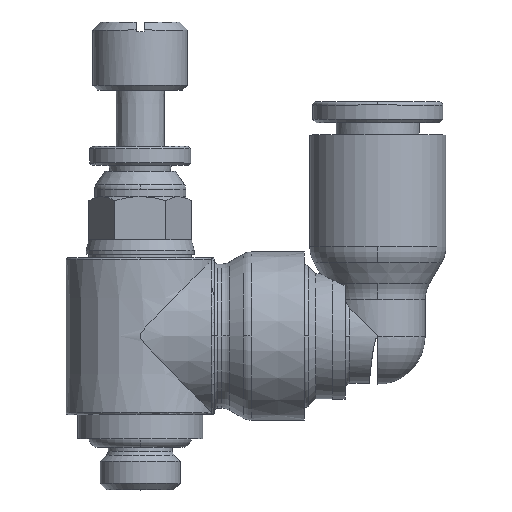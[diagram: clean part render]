
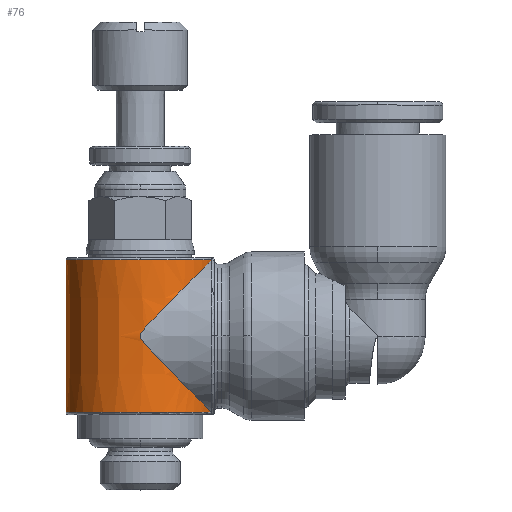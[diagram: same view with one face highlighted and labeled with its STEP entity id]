
A CAD part, top view. The second image highlights one B-rep face of the part: STEP entity #76.
In plain terms, the highlighted conical face has half-angle 0 degrees and reference radius 4.626 mm.
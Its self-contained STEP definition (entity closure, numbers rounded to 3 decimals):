
#76=ADVANCED_FACE('',(#263),#264,.T.);
#263=FACE_OUTER_BOUND('',#594,.T.);
#264=CONICAL_SURFACE('',#595,4.626,0.);
#594=EDGE_LOOP('',(#1093,#1094,#1095,#1096,#1097,#1098));
#595=AXIS2_PLACEMENT_3D('',#1099,#1100,#1101);
#1093=ORIENTED_EDGE('',*,*,#2248,.F.);
#1094=ORIENTED_EDGE('',*,*,#2249,.T.);
#1095=ORIENTED_EDGE('',*,*,#2250,.T.);
#1096=ORIENTED_EDGE('',*,*,#2251,.T.);
#1097=ORIENTED_EDGE('',*,*,#2252,.F.);
#1098=ORIENTED_EDGE('',*,*,#2253,.F.);
#1099=CARTESIAN_POINT('',(0.0,9.6,0.0));
#1100=DIRECTION('',(-0.0,-1.0,-0.0));
#1101=DIRECTION('',(-1.0,0.0,0.0));
#2248=EDGE_CURVE('',#2742,#2743,#2744,.T.);
#2249=EDGE_CURVE('',#2742,#2745,#2746,.T.);
#2250=EDGE_CURVE('',#2745,#2747,#2748,.T.);
#2251=EDGE_CURVE('',#2747,#2749,#2750,.T.);
#2252=EDGE_CURVE('',#2751,#2749,#2752,.T.);
#2253=EDGE_CURVE('',#2743,#2751,#2753,.T.);
#2742=VERTEX_POINT('',#3504);
#2743=VERTEX_POINT('',#3505);
#2744=LINE('',#3506,#3507);
#2745=VERTEX_POINT('',#3508);
#2746=CIRCLE('',#3509,4.626);
#2747=VERTEX_POINT('',#3510);
#2748=CIRCLE('',#3511,4.626);
#2749=VERTEX_POINT('',#3512);
#2750=B_SPLINE_CURVE_WITH_KNOTS('',3,(#3513,#3514,#3515,#3516,#3517,#3518,#3519,#3520,#3521,#3522,#3523,#3524,#3525,#3526,#3527,#3528,#3529,#3530,#3531,#3532,#3533,#3534,#3535,#3536,#3537,#3538,#3539,#3540,#3541,#3542,#3543,#3544,#3545,#3546,#3547,#3548,#3549,#3550,#3551,#3552,#3553,#3554,#3555,#3556,#3557,#3558),.UNSPECIFIED.,.F.,.F.,(4,2,2,2,2,2,2,2,2,2,2,2,2,2,2,2,2,2,2,2,2,2,4),(10.456,11.476,12.496,13.516,14.855,16.194,17.534,18.203,18.538,18.705,18.789,18.873,18.957,19.042,19.212,19.551,20.229,21.584,22.94,24.296,25.302,26.307,27.312),.UNSPECIFIED.);
#2751=VERTEX_POINT('',#3559);
#2752=CIRCLE('',#3560,4.626);
#2753=CIRCLE('',#3561,4.626);
#3504=CARTESIAN_POINT('',(-4.626,4.85,0.));
#3505=CARTESIAN_POINT('',(-4.626,14.35,0.));
#3506=CARTESIAN_POINT('',(-4.626,9.6,0.));
#3507=VECTOR('',#4891,1.0);
#3508=CARTESIAN_POINT('',(0.,4.85,4.626));
#3509=AXIS2_PLACEMENT_3D('',#4892,#4893,#4894);
#3510=CARTESIAN_POINT('',(4.469,4.85,1.196));
#3511=AXIS2_PLACEMENT_3D('',#4895,#4896,#4897);
#3512=CARTESIAN_POINT('',(4.469,14.35,1.196));
#3513=CARTESIAN_POINT('',(4.514,4.804,1.01));
#3514=CARTESIAN_POINT('',(4.441,4.878,1.338));
#3515=CARTESIAN_POINT('',(4.332,4.987,1.655));
#3516=CARTESIAN_POINT('',(4.058,5.262,2.244));
#3517=CARTESIAN_POINT('',(3.894,5.427,2.517));
#3518=CARTESIAN_POINT('',(3.53,5.793,3.005));
#3519=CARTESIAN_POINT('',(3.332,5.992,3.221));
#3520=CARTESIAN_POINT('',(2.867,6.46,3.648));
#3521=CARTESIAN_POINT('',(2.58,6.748,3.854));
#3522=CARTESIAN_POINT('',(1.996,7.337,4.187));
#3523=CARTESIAN_POINT('',(1.698,7.638,4.313));
#3524=CARTESIAN_POINT('',(1.128,8.219,4.496));
#3525=CARTESIAN_POINT('',(0.851,8.503,4.554));
#3526=CARTESIAN_POINT('',(0.479,8.899,4.603));
#3527=CARTESIAN_POINT('',(0.363,9.025,4.613));
#3528=CARTESIAN_POINT('',(0.205,9.216,4.622));
#3529=CARTESIAN_POINT('',(0.155,9.279,4.624));
#3530=CARTESIAN_POINT('',(0.089,9.383,4.625));
#3531=CARTESIAN_POINT('',(0.069,9.419,4.626));
#3532=CARTESIAN_POINT('',(0.043,9.479,4.626));
#3533=CARTESIAN_POINT('',(0.036,9.501,4.626));
#3534=CARTESIAN_POINT('',(0.024,9.547,4.626));
#3535=CARTESIAN_POINT('',(0.021,9.572,4.626));
#3536=CARTESIAN_POINT('',(0.021,9.628,4.626));
#3537=CARTESIAN_POINT('',(0.024,9.654,4.626));
#3538=CARTESIAN_POINT('',(0.036,9.7,4.626));
#3539=CARTESIAN_POINT('',(0.044,9.722,4.626));
#3540=CARTESIAN_POINT('',(0.069,9.783,4.626));
#3541=CARTESIAN_POINT('',(0.09,9.819,4.625));
#3542=CARTESIAN_POINT('',(0.158,9.924,4.624));
#3543=CARTESIAN_POINT('',(0.208,9.987,4.622));
#3544=CARTESIAN_POINT('',(0.368,10.181,4.613));
#3545=CARTESIAN_POINT('',(0.485,10.308,4.602));
#3546=CARTESIAN_POINT('',(0.862,10.709,4.552));
#3547=CARTESIAN_POINT('',(1.142,10.996,4.493));
#3548=CARTESIAN_POINT('',(1.719,11.582,4.305));
#3549=CARTESIAN_POINT('',(2.02,11.887,4.176));
#3550=CARTESIAN_POINT('',(2.609,12.481,3.835));
#3551=CARTESIAN_POINT('',(2.898,12.772,3.624));
#3552=CARTESIAN_POINT('',(3.361,13.237,3.19));
#3553=CARTESIAN_POINT('',(3.555,13.433,2.975));
#3554=CARTESIAN_POINT('',(3.911,13.79,2.489));
#3555=CARTESIAN_POINT('',(4.072,13.952,2.218));
#3556=CARTESIAN_POINT('',(4.339,14.22,1.635));
#3557=CARTESIAN_POINT('',(4.446,14.327,1.321));
#3558=CARTESIAN_POINT('',(4.517,14.399,0.997));
#3559=CARTESIAN_POINT('',(0.,14.35,4.626));
#3560=AXIS2_PLACEMENT_3D('',#4898,#4899,#4900);
#3561=AXIS2_PLACEMENT_3D('',#4901,#4902,#4903);
#4891=DIRECTION('',(0.,1.,0.));
#4892=CARTESIAN_POINT('',(0.0,4.85,0.0));
#4893=DIRECTION('',(0.0,1.0,0.0));
#4894=DIRECTION('',(-1.0,0.0,0.0));
#4895=CARTESIAN_POINT('',(0.0,4.85,0.0));
#4896=DIRECTION('',(0.0,1.0,0.0));
#4897=DIRECTION('',(-1.0,0.0,0.0));
#4898=CARTESIAN_POINT('',(0.0,14.35,0.0));
#4899=DIRECTION('',(0.0,1.0,0.0));
#4900=DIRECTION('',(-1.0,0.0,0.0));
#4901=CARTESIAN_POINT('',(0.0,14.35,0.0));
#4902=DIRECTION('',(0.0,1.0,0.0));
#4903=DIRECTION('',(-1.0,0.0,0.0));
